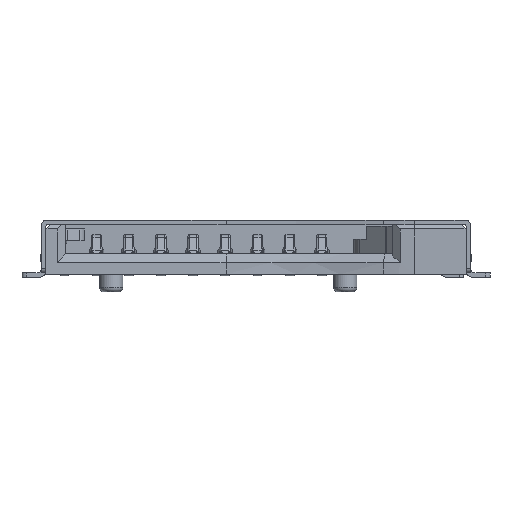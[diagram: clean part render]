
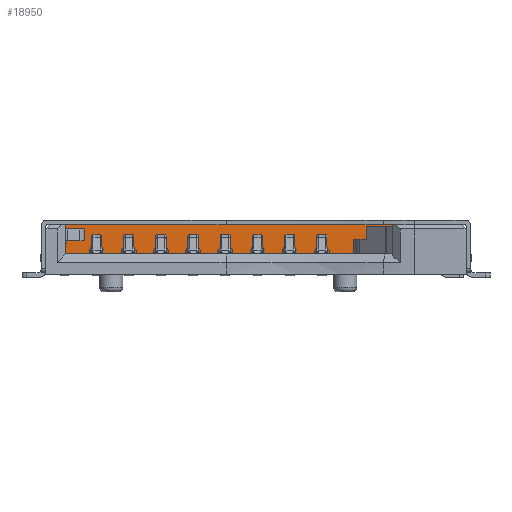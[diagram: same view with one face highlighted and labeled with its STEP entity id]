
A CAD part, front view. The second image highlights one B-rep face of the part: STEP entity #18950.
In plain terms, the highlighted planar face has unit normal (0, -1, 0).
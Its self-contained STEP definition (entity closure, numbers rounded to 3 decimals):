
#1598=FACE_OUTER_BOUND('',#2608,.T.);
#2608=EDGE_LOOP('',(#14222,#14223,#14224,#14225,#14226,#14227,#14228,#14229,
#14230));
#4091=LINE('',#31637,#6089);
#4095=LINE('',#31645,#6093);
#4157=LINE('',#31901,#6155);
#4158=LINE('',#31902,#6156);
#4159=LINE('',#31904,#6157);
#4160=LINE('',#31906,#6158);
#4161=LINE('',#31908,#6159);
#4162=LINE('',#31909,#6160);
#4163=LINE('',#31910,#6161);
#6089=VECTOR('',#23096,1000.);
#6093=VECTOR('',#23100,1000.);
#6155=VECTOR('',#23168,1000.);
#6156=VECTOR('',#23169,1000.);
#6157=VECTOR('',#23170,1000.);
#6158=VECTOR('',#23171,1000.);
#6159=VECTOR('',#23172,1000.);
#6160=VECTOR('',#23173,1000.);
#6161=VECTOR('',#23174,1000.);
#7973=VERTEX_POINT('',#31634);
#7974=VERTEX_POINT('',#31636);
#7977=VERTEX_POINT('',#31642);
#7978=VERTEX_POINT('',#31644);
#8047=VERTEX_POINT('',#31899);
#8048=VERTEX_POINT('',#31900);
#8049=VERTEX_POINT('',#31903);
#8050=VERTEX_POINT('',#31905);
#8051=VERTEX_POINT('',#31907);
#10171=EDGE_CURVE('',#7973,#7974,#4091,.T.);
#10175=EDGE_CURVE('',#7977,#7978,#4095,.T.);
#10247=EDGE_CURVE('',#8047,#8048,#4157,.T.);
#10248=EDGE_CURVE('',#8047,#7974,#4158,.T.);
#10249=EDGE_CURVE('',#8049,#7973,#4159,.T.);
#10250=EDGE_CURVE('',#8049,#8050,#4160,.T.);
#10251=EDGE_CURVE('',#8050,#8051,#4161,.T.);
#10252=EDGE_CURVE('',#8051,#7978,#4162,.T.);
#10253=EDGE_CURVE('',#8048,#7977,#4163,.T.);
#14222=ORIENTED_EDGE('',*,*,#10247,.F.);
#14223=ORIENTED_EDGE('',*,*,#10248,.T.);
#14224=ORIENTED_EDGE('',*,*,#10171,.F.);
#14225=ORIENTED_EDGE('',*,*,#10249,.F.);
#14226=ORIENTED_EDGE('',*,*,#10250,.T.);
#14227=ORIENTED_EDGE('',*,*,#10251,.T.);
#14228=ORIENTED_EDGE('',*,*,#10252,.T.);
#14229=ORIENTED_EDGE('',*,*,#10175,.F.);
#14230=ORIENTED_EDGE('',*,*,#10253,.F.);
#17050=PLANE('',#20181);
#18950=ADVANCED_FACE('',(#1598),#17050,.T.);
#20181=AXIS2_PLACEMENT_3D('',#31898,#23166,#23167);
#23096=DIRECTION('',(-1.,0.,0.));
#23100=DIRECTION('',(-1.,0.,0.));
#23166=DIRECTION('center_axis',(0.,-1.,0.));
#23167=DIRECTION('ref_axis',(1.,0.,0.));
#23168=DIRECTION('',(-1.,0.,0.));
#23169=DIRECTION('',(0.,0.,-1.));
#23170=DIRECTION('',(0.,0.,-1.));
#23171=DIRECTION('',(-1.,0.,0.));
#23172=DIRECTION('',(-0.707,0.,-0.707));
#23173=DIRECTION('',(0.,0.,-1.));
#23174=DIRECTION('',(0.,0.,-1.));
#31634=CARTESIAN_POINT('',(6.23,9.7,0.85));
#31636=CARTESIAN_POINT('',(4.75,9.7,0.85));
#31637=CARTESIAN_POINT('',(0.,9.7,0.85));
#31642=CARTESIAN_POINT('',(4.35,9.7,0.85));
#31644=CARTESIAN_POINT('',(-6.23,9.7,0.85));
#31645=CARTESIAN_POINT('',(0.,9.7,0.85));
#31898=CARTESIAN_POINT('Origin',(0.,9.7,1.85));
#31899=CARTESIAN_POINT('',(4.75,9.7,1.35));
#31900=CARTESIAN_POINT('',(4.35,9.7,1.35));
#31901=CARTESIAN_POINT('',(0.,9.7,1.35));
#31902=CARTESIAN_POINT('',(4.75,9.7,1.35));
#31903=CARTESIAN_POINT('',(6.23,9.7,1.85));
#31904=CARTESIAN_POINT('',(6.23,9.7,1.85));
#31905=CARTESIAN_POINT('',(-6.08,9.7,1.85));
#31906=CARTESIAN_POINT('',(0.,9.7,1.85));
#31907=CARTESIAN_POINT('',(-6.23,9.7,1.7));
#31908=CARTESIAN_POINT('',(-3.04,9.7,4.89));
#31909=CARTESIAN_POINT('',(-6.23,9.7,1.85));
#31910=CARTESIAN_POINT('',(4.35,9.7,1.35));
